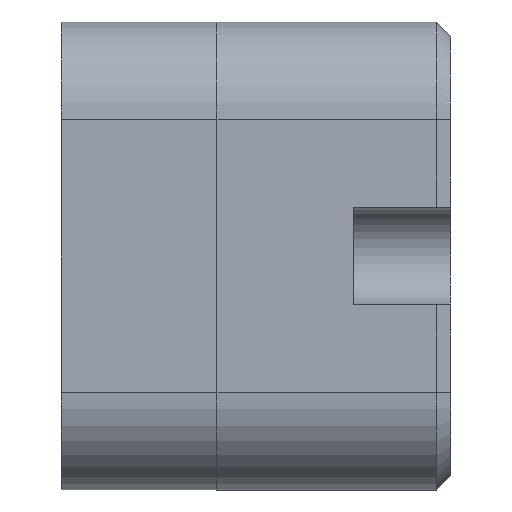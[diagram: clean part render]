
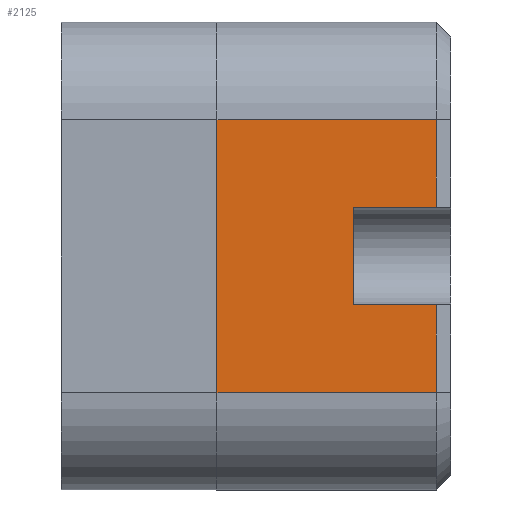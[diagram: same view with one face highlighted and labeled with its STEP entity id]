
A CAD part, left-side view. The second image highlights one B-rep face of the part: STEP entity #2125.
In plain terms, the highlighted planar face has unit normal (-1, 0, 0).
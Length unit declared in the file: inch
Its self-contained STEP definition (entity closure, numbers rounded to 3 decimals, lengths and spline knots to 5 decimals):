
#71 = DIRECTION ( 'NONE',  ( 0., 0., -1. ) ) ;
#117 = CARTESIAN_POINT ( 'NONE',  ( -0.47244, 0.23622, 0.23622 ) ) ;
#137 = ORIENTED_EDGE ( 'NONE', *, *, #2318, .T. ) ;
#261 = CARTESIAN_POINT ( 'NONE',  ( -0.47244, 0.01496, 0.1378 ) ) ;
#283 = DIRECTION ( 'NONE',  ( 0., -1., 0. ) ) ;
#304 = ORIENTED_EDGE ( 'NONE', *, *, #2031, .T. ) ;
#314 = VECTOR ( 'NONE', #553, 39.37008 ) ;
#417 = VERTEX_POINT ( 'NONE', #1941 ) ;
#434 = DIRECTION ( 'NONE',  ( 0., 0., 1. ) ) ;
#454 = VERTEX_POINT ( 'NONE', #1590 ) ;
#504 = CARTESIAN_POINT ( 'NONE',  ( -0.47244, 0.09843, 0.04921 ) ) ;
#538 = VERTEX_POINT ( 'NONE', #1916 ) ;
#544 = DIRECTION ( 'NONE',  ( 0., 0., -1. ) ) ;
#553 = DIRECTION ( 'NONE',  ( 0., -1., 0. ) ) ;
#904 = VERTEX_POINT ( 'NONE', #261 ) ;
#913 = LINE ( 'NONE', #1745, #1258 ) ;
#918 = VERTEX_POINT ( 'NONE', #1749 ) ;
#987 = LINE ( 'NONE', #2460, #314 ) ;
#1031 = LINE ( 'NONE', #1331, #2727 ) ;
#1086 = LINE ( 'NONE', #1704, #1383 ) ;
#1140 = DIRECTION ( 'NONE',  ( 0., 1., 0. ) ) ;
#1258 = VECTOR ( 'NONE', #434, 39.37008 ) ;
#1282 = EDGE_CURVE ( 'NONE', #918, #1650, #1587, .T. ) ;
#1331 = CARTESIAN_POINT ( 'NONE',  ( -0.47244, 0.23622, 0.1378 ) ) ;
#1383 = VECTOR ( 'NONE', #1911, 39.37008 ) ;
#1425 = ORIENTED_EDGE ( 'NONE', *, *, #2292, .T. ) ;
#1467 = EDGE_CURVE ( 'NONE', #918, #417, #2749, .T. ) ;
#1524 = PLANE ( 'NONE',  #2126 ) ;
#1584 = EDGE_CURVE ( 'NONE', #2236, #454, #2584, .T. ) ;
#1587 = LINE ( 'NONE', #2095, #1661 ) ;
#1590 = CARTESIAN_POINT ( 'NONE',  ( -0.47244, 0.01496, -0.04921 ) ) ;
#1624 = CARTESIAN_POINT ( 'NONE',  ( -0.47244, 0.09843, 0.04921 ) ) ;
#1650 = VERTEX_POINT ( 'NONE', #2167 ) ;
#1661 = VECTOR ( 'NONE', #1891, 39.37008 ) ;
#1678 = ORIENTED_EDGE ( 'NONE', *, *, #2445, .T. ) ;
#1704 = CARTESIAN_POINT ( 'NONE',  ( -0.47244, 0.01496, -0.04921 ) ) ;
#1713 = VECTOR ( 'NONE', #283, 39.37008 ) ;
#1719 = ORIENTED_EDGE ( 'NONE', *, *, #1467, .F. ) ;
#1745 = CARTESIAN_POINT ( 'NONE',  ( -0.47244, 0.01496, 0.1378 ) ) ;
#1749 = CARTESIAN_POINT ( 'NONE',  ( -0.47244, 0.23622, -0.1378 ) ) ;
#1847 = VECTOR ( 'NONE', #2733, 39.37008 ) ;
#1891 = DIRECTION ( 'NONE',  ( 0., -1., 0. ) ) ;
#1892 = CARTESIAN_POINT ( 'NONE',  ( -0.47244, 0.23622, 0.23622 ) ) ;
#1911 = DIRECTION ( 'NONE',  ( 0., 0., 1. ) ) ;
#1912 = EDGE_LOOP ( 'NONE', ( #2590, #1425, #2160, #2752, #1678, #137, #304, #1719 ) ) ;
#1916 = CARTESIAN_POINT ( 'NONE',  ( -0.47244, 0.01496, 0.04921 ) ) ;
#1941 = CARTESIAN_POINT ( 'NONE',  ( -0.47244, 0.23622, 0.1378 ) ) ;
#1947 = CARTESIAN_POINT ( 'NONE',  ( -0.47244, 0.09843, -0.04921 ) ) ;
#2031 = EDGE_CURVE ( 'NONE', #904, #417, #1031, .T. ) ;
#2095 = CARTESIAN_POINT ( 'NONE',  ( -0.47244, 0.23622, -0.1378 ) ) ;
#2125 = ADVANCED_FACE ( 'NONE', ( #2625 ), #1524, .F. ) ;
#2126 = AXIS2_PLACEMENT_3D ( 'NONE', #117, #2452, #544 ) ;
#2160 = ORIENTED_EDGE ( 'NONE', *, *, #1584, .F. ) ;
#2167 = CARTESIAN_POINT ( 'NONE',  ( -0.47244, 0.01496, -0.1378 ) ) ;
#2224 = VECTOR ( 'NONE', #71, 39.37008 ) ;
#2236 = VERTEX_POINT ( 'NONE', #2536 ) ;
#2252 = LINE ( 'NONE', #504, #2224 ) ;
#2281 = VERTEX_POINT ( 'NONE', #1624 ) ;
#2292 = EDGE_CURVE ( 'NONE', #1650, #454, #1086, .T. ) ;
#2318 = EDGE_CURVE ( 'NONE', #538, #904, #913, .T. ) ;
#2445 = EDGE_CURVE ( 'NONE', #2281, #538, #987, .T. ) ;
#2452 = DIRECTION ( 'NONE',  ( 1., 0., 0. ) ) ;
#2460 = CARTESIAN_POINT ( 'NONE',  ( -0.47244, 0.09843, 0.04921 ) ) ;
#2488 = EDGE_CURVE ( 'NONE', #2281, #2236, #2252, .T. ) ;
#2536 = CARTESIAN_POINT ( 'NONE',  ( -0.47244, 0.09843, -0.04921 ) ) ;
#2584 = LINE ( 'NONE', #1947, #1713 ) ;
#2590 = ORIENTED_EDGE ( 'NONE', *, *, #1282, .T. ) ;
#2625 = FACE_OUTER_BOUND ( 'NONE', #1912, .T. ) ;
#2727 = VECTOR ( 'NONE', #1140, 39.37008 ) ;
#2733 = DIRECTION ( 'NONE',  ( 0., 0., 1. ) ) ;
#2749 = LINE ( 'NONE', #1892, #1847 ) ;
#2752 = ORIENTED_EDGE ( 'NONE', *, *, #2488, .F. ) ;
